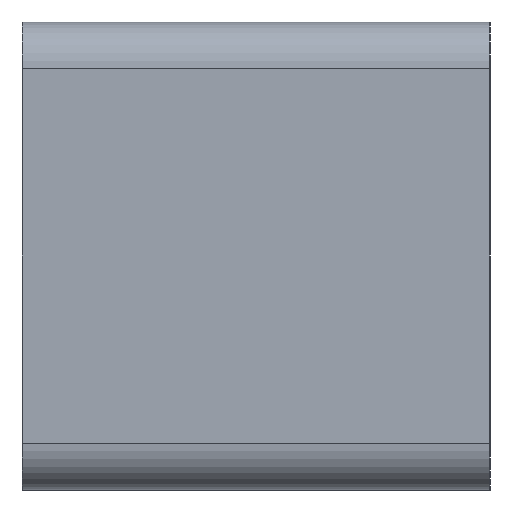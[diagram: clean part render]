
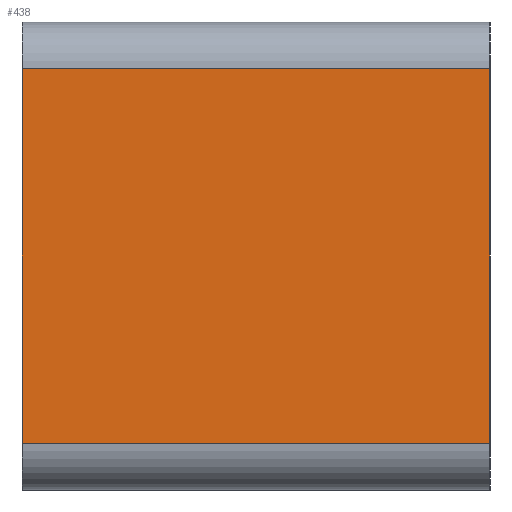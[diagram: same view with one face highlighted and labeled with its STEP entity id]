
A CAD part, left-side view. The second image highlights one B-rep face of the part: STEP entity #438.
In plain terms, the highlighted planar face has unit normal (-1, 0, 0).
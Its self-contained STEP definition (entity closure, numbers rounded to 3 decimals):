
#5 = VECTOR ( 'NONE', #411, 1000. ) ;
#20 = DIRECTION ( 'NONE',  ( 0., 0., 1. ) ) ;
#58 = LINE ( 'NONE', #106, #187 ) ;
#65 = CARTESIAN_POINT ( 'NONE',  ( 0., 0., -18. ) ) ;
#71 = EDGE_CURVE ( 'NONE', #130, #358, #421, .T. ) ;
#99 = DIRECTION ( 'NONE',  ( 0., 0., 1. ) ) ;
#106 = CARTESIAN_POINT ( 'NONE',  ( 0., 0., 0. ) ) ;
#108 = AXIS2_PLACEMENT_3D ( 'NONE', #499, #111, #388 ) ;
#109 = DIRECTION ( 'NONE',  ( 0., -1., 0. ) ) ;
#111 = DIRECTION ( 'NONE',  ( 1., 0., 0. ) ) ;
#130 = VERTEX_POINT ( 'NONE', #277 ) ;
#137 = CARTESIAN_POINT ( 'NONE',  ( 0., 20., -2. ) ) ;
#147 = VECTOR ( 'NONE', #109, 1000. ) ;
#148 = CARTESIAN_POINT ( 'NONE',  ( 0., 20., -18. ) ) ;
#179 = PLANE ( 'NONE',  #108 ) ;
#187 = VECTOR ( 'NONE', #20, 1000. ) ;
#211 = VECTOR ( 'NONE', #99, 1000. ) ;
#229 = LINE ( 'NONE', #148, #147 ) ;
#277 = CARTESIAN_POINT ( 'NONE',  ( 0., 20., -18. ) ) ;
#289 = EDGE_LOOP ( 'NONE', ( #409, #475, #448, #481 ) ) ;
#298 = CARTESIAN_POINT ( 'NONE',  ( 0., 20., -2. ) ) ;
#314 = EDGE_CURVE ( 'NONE', #525, #358, #379, .T. ) ;
#337 = FACE_OUTER_BOUND ( 'NONE', #289, .T. ) ;
#358 = VERTEX_POINT ( 'NONE', #298 ) ;
#379 = LINE ( 'NONE', #137, #5 ) ;
#388 = DIRECTION ( 'NONE',  ( 0., 0., -1. ) ) ;
#409 = ORIENTED_EDGE ( 'NONE', *, *, #472, .T. ) ;
#411 = DIRECTION ( 'NONE',  ( 0., 1., 0. ) ) ;
#421 = LINE ( 'NONE', #459, #211 ) ;
#424 = CARTESIAN_POINT ( 'NONE',  ( 0., 0., -2. ) ) ;
#438 = ADVANCED_FACE ( 'NONE', ( #337 ), #179, .F. ) ;
#446 = VERTEX_POINT ( 'NONE', #65 ) ;
#448 = ORIENTED_EDGE ( 'NONE', *, *, #71, .F. ) ;
#450 = EDGE_CURVE ( 'NONE', #130, #446, #229, .T. ) ;
#459 = CARTESIAN_POINT ( 'NONE',  ( 0., 20., 0. ) ) ;
#472 = EDGE_CURVE ( 'NONE', #446, #525, #58, .T. ) ;
#475 = ORIENTED_EDGE ( 'NONE', *, *, #314, .T. ) ;
#481 = ORIENTED_EDGE ( 'NONE', *, *, #450, .T. ) ;
#499 = CARTESIAN_POINT ( 'NONE',  ( 0., 20., 0. ) ) ;
#525 = VERTEX_POINT ( 'NONE', #424 ) ;
